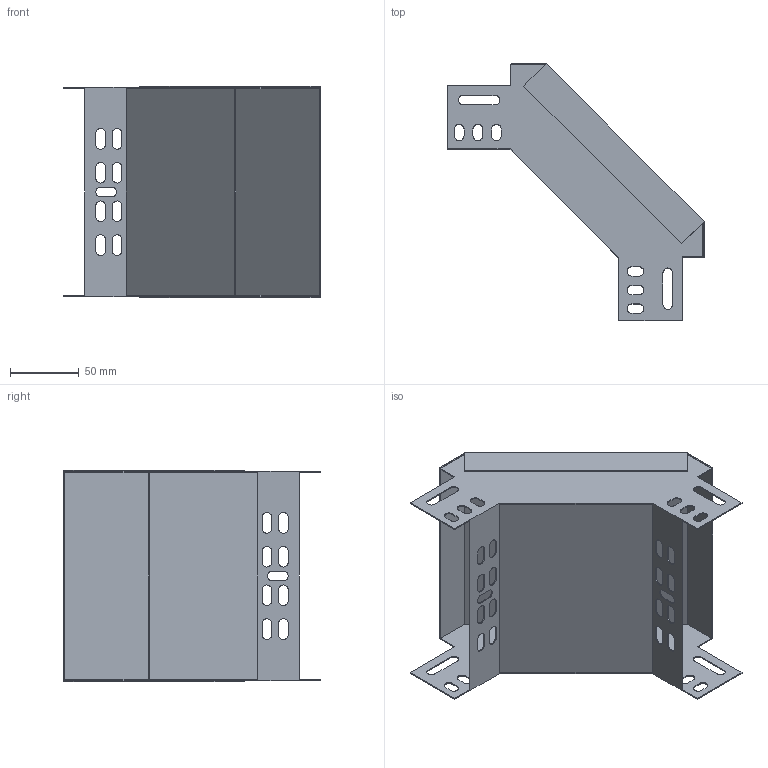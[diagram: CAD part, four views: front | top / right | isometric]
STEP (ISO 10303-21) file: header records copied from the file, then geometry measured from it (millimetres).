
FILE_DESCRIPTION (( 'STEP AP203' ), '1' );
FILE_NAME ('CLP1N-060-150-1 Ïîâîðîò íà 90 ãð. âåðòèêàëüíûé âíåøíèé 60õ150 ìì..STEP', '2016-03-17T08:20:09', ( '' ), ( '' ), 'SwSTEP 2.0', 'SolidWorks 2014', '' );
FILE_SCHEMA (( 'CONFIG_CONTROL_DESIGN' ));
Length unit declared in the file: millimetre
Products named in the file (1): CLP1N-060-150-1 Ïîâîðîò íà 90 ãð. âåðòèêàëüíûé âíåøíèé 60õ150 ìì.
Bounding box: 186.42 x 186.42 x 153.2 mm (x, y, z)
Volume: 72159.2 mm3; surface area: 183094.8 mm2
Topology: 2 solids, 2 shells, 202 faces, 574 edges, 376 vertices
Faces by surface type: plane 132, cylinder 70
Entity records: 6749 total; most frequent: CARTESIAN_POINT 1153, ORIENTED_EDGE 1148, DIRECTION 1120, EDGE_CURVE 574, LINE 434, VECTOR 434, VERTEX_POINT 376, AXIS2_PLACEMENT_3D 343
